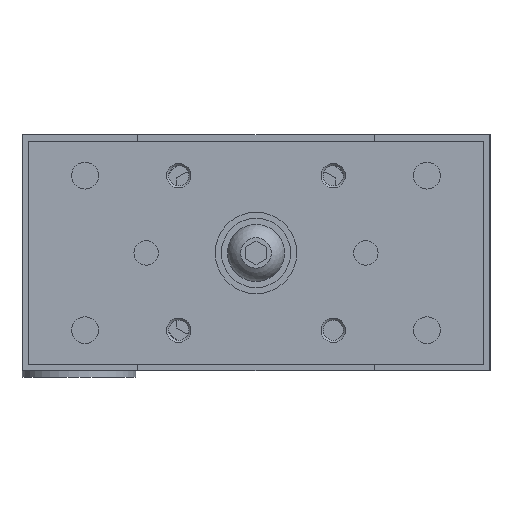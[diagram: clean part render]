
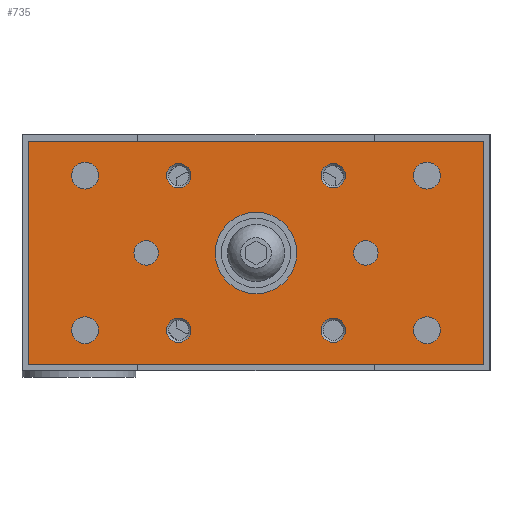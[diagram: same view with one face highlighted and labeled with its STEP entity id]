
A CAD part, left-side view. The second image highlights one B-rep face of the part: STEP entity #735.
In plain terms, the highlighted planar face has unit normal (-1, 0, 0).
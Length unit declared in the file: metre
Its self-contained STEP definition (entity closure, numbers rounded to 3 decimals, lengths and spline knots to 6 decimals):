
#735 = ADVANCED_FACE( '', ( #1763, #1764, #1765, #1766, #1767, #1768, #1769, #1770, #1771, #1772, #1773, #1774 ), #1775, .F. );
#1763 = FACE_BOUND( '', #3151, .T. );
#1764 = FACE_BOUND( '', #3152, .T. );
#1765 = FACE_BOUND( '', #3153, .T. );
#1766 = FACE_BOUND( '', #3154, .T. );
#1767 = FACE_BOUND( '', #3155, .T. );
#1768 = FACE_BOUND( '', #3156, .T. );
#1769 = FACE_BOUND( '', #3157, .T. );
#1770 = FACE_BOUND( '', #3158, .T. );
#1771 = FACE_BOUND( '', #3159, .T. );
#1772 = FACE_BOUND( '', #3160, .T. );
#1773 = FACE_BOUND( '', #3161, .T. );
#1774 = FACE_OUTER_BOUND( '', #3162, .T. );
#1775 = PLANE( '', #3163 );
#3151 = EDGE_LOOP( '', ( #5154 ) );
#3152 = EDGE_LOOP( '', ( #5155 ) );
#3153 = EDGE_LOOP( '', ( #5156 ) );
#3154 = EDGE_LOOP( '', ( #5157 ) );
#3155 = EDGE_LOOP( '', ( #5158 ) );
#3156 = EDGE_LOOP( '', ( #5159 ) );
#3157 = EDGE_LOOP( '', ( #5160 ) );
#3158 = EDGE_LOOP( '', ( #5161 ) );
#3159 = EDGE_LOOP( '', ( #5162 ) );
#3160 = EDGE_LOOP( '', ( #5163 ) );
#3161 = EDGE_LOOP( '', ( #5164 ) );
#3162 = EDGE_LOOP( '', ( #5165, #5166, #5167, #5168 ) );
#3163 = AXIS2_PLACEMENT_3D( '', #5169, #5170, #5171 );
#5154 = ORIENTED_EDGE( '', *, *, #7167, .T. );
#5155 = ORIENTED_EDGE( '', *, *, #7168, .T. );
#5156 = ORIENTED_EDGE( '', *, *, #7169, .F. );
#5157 = ORIENTED_EDGE( '', *, *, #6579, .F. );
#5158 = ORIENTED_EDGE( '', *, *, #6610, .T. );
#5159 = ORIENTED_EDGE( '', *, *, #6737, .F. );
#5160 = ORIENTED_EDGE( '', *, *, #7170, .T. );
#5161 = ORIENTED_EDGE( '', *, *, #7136, .T. );
#5162 = ORIENTED_EDGE( '', *, *, #7171, .F. );
#5163 = ORIENTED_EDGE( '', *, *, #7172, .F. );
#5164 = ORIENTED_EDGE( '', *, *, #7173, .T. );
#5165 = ORIENTED_EDGE( '', *, *, #6926, .T. );
#5166 = ORIENTED_EDGE( '', *, *, #7174, .T. );
#5167 = ORIENTED_EDGE( '', *, *, #6615, .T. );
#5168 = ORIENTED_EDGE( '', *, *, #7175, .T. );
#5169 = CARTESIAN_POINT( '', ( -0.022, -0.056, -0.0565 ) );
#5170 = DIRECTION( '', ( 1., 0., 0. ) );
#5171 = DIRECTION( '', ( 0., 1., 0. ) );
#6579 = EDGE_CURVE( '', #7570, #7570, #7571, .T. );
#6610 = EDGE_CURVE( '', #7623, #7623, #7624, .T. );
#6615 = EDGE_CURVE( '', #7633, #7631, #7634, .T. );
#6737 = EDGE_CURVE( '', #7839, #7839, #7840, .T. );
#6926 = EDGE_CURVE( '', #8144, #8142, #8145, .T. );
#7136 = EDGE_CURVE( '', #8454, #8454, #8455, .T. );
#7167 = EDGE_CURVE( '', #8501, #8501, #8502, .T. );
#7168 = EDGE_CURVE( '', #8503, #8503, #8504, .T. );
#7169 = EDGE_CURVE( '', #8505, #8505, #8506, .T. );
#7170 = EDGE_CURVE( '', #8507, #8507, #8508, .T. );
#7171 = EDGE_CURVE( '', #8509, #8509, #8510, .T. );
#7172 = EDGE_CURVE( '', #8511, #8511, #8512, .T. );
#7173 = EDGE_CURVE( '', #8513, #8513, #8514, .T. );
#7174 = EDGE_CURVE( '', #8142, #7633, #8515, .T. );
#7175 = EDGE_CURVE( '', #7631, #8144, #8516, .T. );
#7570 = VERTEX_POINT( '', #9007 );
#7571 = CIRCLE( '', #9008, 0.003 );
#7623 = VERTEX_POINT( '', #9074 );
#7624 = CIRCLE( '', #9075, 0.003 );
#7631 = VERTEX_POINT( '', #9083 );
#7633 = VERTEX_POINT( '', #9086 );
#7634 = LINE( '', #9087, #9088 );
#7839 = VERTEX_POINT( '', #9477 );
#7840 = CIRCLE( '', #9478, 0.003 );
#8142 = VERTEX_POINT( '', #10095 );
#8144 = VERTEX_POINT( '', #10098 );
#8145 = LINE( '', #10099, #10100 );
#8454 = VERTEX_POINT( '', #10561 );
#8455 = CIRCLE( '', #10562, 0.0033 );
#8501 = VERTEX_POINT( '', #10652 );
#8502 = CIRCLE( '', #10653, 0.01 );
#8503 = VERTEX_POINT( '', #10654 );
#8504 = CIRCLE( '', #10655, 0.003 );
#8505 = VERTEX_POINT( '', #10656 );
#8506 = CIRCLE( '', #10657, 0.003 );
#8507 = VERTEX_POINT( '', #10658 );
#8508 = CIRCLE( '', #10659, 0.003 );
#8509 = VERTEX_POINT( '', #10660 );
#8510 = CIRCLE( '', #10661, 0.0033 );
#8511 = VERTEX_POINT( '', #10662 );
#8512 = CIRCLE( '', #10663, 0.0033 );
#8513 = VERTEX_POINT( '', #10664 );
#8514 = CIRCLE( '', #10665, 0.0033 );
#8515 = LINE( '', #10666, #10667 );
#8516 = LINE( '', #10668, #10669 );
#9007 = CARTESIAN_POINT( '', ( -0.022, -0.019, -0.013 ) );
#9008 = AXIS2_PLACEMENT_3D( '', #11263, #11264, #11265 );
#9074 = CARTESIAN_POINT( '', ( -0.022, 0.019, -0.013 ) );
#9075 = AXIS2_PLACEMENT_3D( '', #11320, #11321, #11322 );
#9083 = CARTESIAN_POINT( '', ( -0.022, 0.056, -0.0565 ) );
#9086 = CARTESIAN_POINT( '', ( -0.022, 0.056, -0.0015 ) );
#9087 = CARTESIAN_POINT( '', ( -0.022, 0.056, -0.0015 ) );
#9088 = VECTOR( '', #11328, 1. );
#9477 = CARTESIAN_POINT( '', ( -0.022, -0.027, -0.032 ) );
#9478 = AXIS2_PLACEMENT_3D( '', #11470, #11471, #11472 );
#10095 = CARTESIAN_POINT( '', ( -0.022, -0.056, -0.0015 ) );
#10098 = CARTESIAN_POINT( '', ( -0.022, -0.056, -0.0565 ) );
#10099 = CARTESIAN_POINT( '', ( -0.022, -0.056, -0.0565 ) );
#10100 = VECTOR( '', #11703, 1. );
#10561 = CARTESIAN_POINT( '', ( -0.022, -0.042, -0.0513 ) );
#10562 = AXIS2_PLACEMENT_3D( '', #11984, #11985, #11986 );
#10652 = CARTESIAN_POINT( '', ( -0.022, 0., -0.039 ) );
#10653 = AXIS2_PLACEMENT_3D( '', #12022, #12023, #12024 );
#10654 = CARTESIAN_POINT( '', ( -0.022, -0.019, -0.045 ) );
#10655 = AXIS2_PLACEMENT_3D( '', #12025, #12026, #12027 );
#10656 = CARTESIAN_POINT( '', ( -0.022, 0.019, -0.045 ) );
#10657 = AXIS2_PLACEMENT_3D( '', #12028, #12029, #12030 );
#10658 = CARTESIAN_POINT( '', ( -0.022, 0.027, -0.032 ) );
#10659 = AXIS2_PLACEMENT_3D( '', #12031, #12032, #12033 );
#10660 = CARTESIAN_POINT( '', ( -0.022, 0.042, -0.0513 ) );
#10661 = AXIS2_PLACEMENT_3D( '', #12034, #12035, #12036 );
#10662 = CARTESIAN_POINT( '', ( -0.022, -0.042, -0.0067 ) );
#10663 = AXIS2_PLACEMENT_3D( '', #12037, #12038, #12039 );
#10664 = CARTESIAN_POINT( '', ( -0.022, 0.042, -0.0067 ) );
#10665 = AXIS2_PLACEMENT_3D( '', #12040, #12041, #12042 );
#10666 = CARTESIAN_POINT( '', ( -0.022, -0.056, -0.0015 ) );
#10667 = VECTOR( '', #12043, 1. );
#10668 = CARTESIAN_POINT( '', ( -0.022, 0.056, -0.0565 ) );
#10669 = VECTOR( '', #12044, 1. );
#11263 = CARTESIAN_POINT( '', ( -0.022, -0.019, -0.01 ) );
#11264 = DIRECTION( '', ( -1., 0., 0. ) );
#11265 = DIRECTION( '', ( 0., 0., -1. ) );
#11320 = CARTESIAN_POINT( '', ( -0.022, 0.019, -0.01 ) );
#11321 = DIRECTION( '', ( 1., 0., 0. ) );
#11322 = DIRECTION( '', ( 0., 0., -1. ) );
#11328 = DIRECTION( '', ( 0., 0., -1. ) );
#11470 = CARTESIAN_POINT( '', ( -0.022, -0.027, -0.029 ) );
#11471 = DIRECTION( '', ( -1., 0., 0. ) );
#11472 = DIRECTION( '', ( 0., 0., -1. ) );
#11703 = DIRECTION( '', ( 0., 0., 1. ) );
#11984 = CARTESIAN_POINT( '', ( -0.022, -0.042, -0.048 ) );
#11985 = DIRECTION( '', ( 1., 0., 0. ) );
#11986 = DIRECTION( '', ( 0., 0., -1. ) );
#12022 = CARTESIAN_POINT( '', ( -0.022, 0., -0.029 ) );
#12023 = DIRECTION( '', ( 1., 0., 0. ) );
#12024 = DIRECTION( '', ( 0., 0., -1. ) );
#12025 = CARTESIAN_POINT( '', ( -0.022, -0.019, -0.048 ) );
#12026 = DIRECTION( '', ( 1., 0., 0. ) );
#12027 = DIRECTION( '', ( 0., 0., 1. ) );
#12028 = CARTESIAN_POINT( '', ( -0.022, 0.019, -0.048 ) );
#12029 = DIRECTION( '', ( -1., 0., 0. ) );
#12030 = DIRECTION( '', ( 0., 0., 1. ) );
#12031 = CARTESIAN_POINT( '', ( -0.022, 0.027, -0.029 ) );
#12032 = DIRECTION( '', ( 1., 0., 0. ) );
#12033 = DIRECTION( '', ( 0., 0., -1. ) );
#12034 = CARTESIAN_POINT( '', ( -0.022, 0.042, -0.048 ) );
#12035 = DIRECTION( '', ( -1., 0., 0. ) );
#12036 = DIRECTION( '', ( 0., 0., -1. ) );
#12037 = CARTESIAN_POINT( '', ( -0.022, -0.042, -0.01 ) );
#12038 = DIRECTION( '', ( -1., 0., 0. ) );
#12039 = DIRECTION( '', ( 0., 0., 1. ) );
#12040 = CARTESIAN_POINT( '', ( -0.022, 0.042, -0.01 ) );
#12041 = DIRECTION( '', ( 1., 0., 0. ) );
#12042 = DIRECTION( '', ( 0., 0., 1. ) );
#12043 = DIRECTION( '', ( 0., 1., 0. ) );
#12044 = DIRECTION( '', ( 0., -1., 0. ) );
